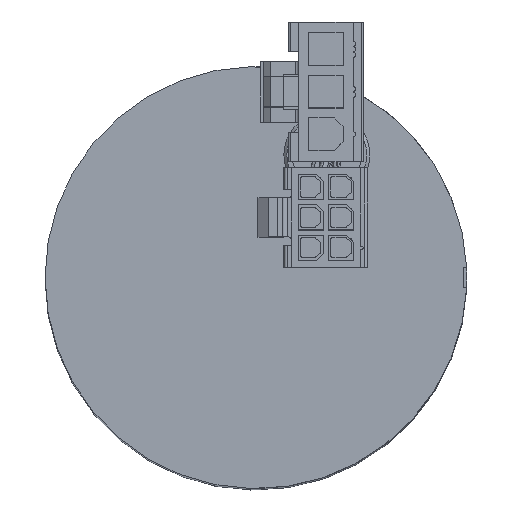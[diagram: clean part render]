
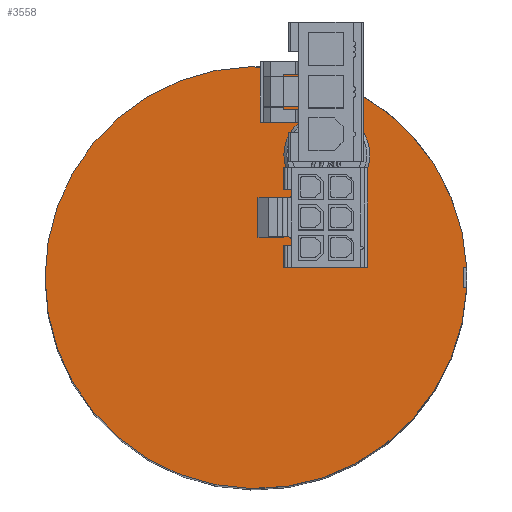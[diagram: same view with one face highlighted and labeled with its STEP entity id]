
A CAD part, top view. The second image highlights one B-rep face of the part: STEP entity #3558.
In plain terms, the highlighted planar face has unit normal (0, 0, 1).
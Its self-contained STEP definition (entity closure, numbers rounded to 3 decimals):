
#650=CARTESIAN_POINT('',(0.,0.,69.));
#651=DIRECTION('',(0.,0.,-1.));
#652=DIRECTION('',(0.999,-0.048,0.));
#653=AXIS2_PLACEMENT_3D('',#650,#651,#652);
#655=CARTESIAN_POINT('',(7.,12.124,69.));
#656=DIRECTION('',(0.,0.,1.));
#657=DIRECTION('',(0.5,0.866,0.));
#658=AXIS2_PLACEMENT_3D('',#655,#656,#657);
#660=CARTESIAN_POINT('',(7.,12.124,69.));
#661=DIRECTION('',(0.,0.,1.));
#662=DIRECTION('',(-0.5,-0.866,0.));
#663=AXIS2_PLACEMENT_3D('',#660,#661,#662);
#665=DIRECTION('',(-1.,0.,0.));
#666=VECTOR('',#665,0.326);
#667=CARTESIAN_POINT('',(20.826,-1.,69.));
#668=LINE('',#667,#666);
#690=DIRECTION('',(0.,1.,0.));
#691=VECTOR('',#690,2.);
#692=CARTESIAN_POINT('',(20.5,-1.,69.));
#693=LINE('',#692,#691);
#698=DIRECTION('',(1.,0.,0.));
#699=VECTOR('',#698,0.326);
#700=CARTESIAN_POINT('',(20.5,1.,69.));
#701=LINE('',#700,#699);
#1942=CARTESIAN_POINT('',(20.826,-1.,69.));
#1943=CARTESIAN_POINT('',(20.5,-1.,69.));
#1944=VERTEX_POINT('',#1942);
#1945=VERTEX_POINT('',#1943);
#1946=CARTESIAN_POINT('',(20.5,1.,69.));
#1947=VERTEX_POINT('',#1946);
#1948=CARTESIAN_POINT('',(20.826,1.,69.));
#1949=VERTEX_POINT('',#1948);
#2290=CARTESIAN_POINT('',(9.125,15.805,69.));
#2291=CARTESIAN_POINT('',(4.875,8.444,69.));
#2292=VERTEX_POINT('',#2290);
#2293=VERTEX_POINT('',#2291);
#3538=CARTESIAN_POINT('',(-0.012,0.,69.));
#3539=DIRECTION('',(0.,0.,-1.));
#3540=DIRECTION('',(1.,0.,0.));
#3541=AXIS2_PLACEMENT_3D('',#3538,#3539,#3540);
#3542=PLANE('',#3541);
#3544=ORIENTED_EDGE('',*,*,#3543,.F.);
#3546=ORIENTED_EDGE('',*,*,#3545,.T.);
#3548=ORIENTED_EDGE('',*,*,#3547,.F.);
#3550=ORIENTED_EDGE('',*,*,#3549,.F.);
#3551=EDGE_LOOP('',(#3544,#3546,#3548,#3550));
#3552=FACE_OUTER_BOUND('',#3551,.F.);
#3553=ORIENTED_EDGE('',*,*,#3528,.T.);
#3555=ORIENTED_EDGE('',*,*,#3554,.T.);
#3556=EDGE_LOOP('',(#3553,#3555));
#3557=FACE_BOUND('',#3556,.F.);
#3558=ADVANCED_FACE('',(#3552,#3557),#3542,.F.);
#654=CIRCLE('',#653,20.85);
#659=CIRCLE('',#658,4.25);
#664=CIRCLE('',#663,4.25);
#3528=EDGE_CURVE('',#2292,#2293,#659,.T.);
#3543=EDGE_CURVE('',#1944,#1945,#668,.T.);
#3545=EDGE_CURVE('',#1944,#1949,#654,.T.);
#3547=EDGE_CURVE('',#1947,#1949,#701,.T.);
#3549=EDGE_CURVE('',#1945,#1947,#693,.T.);
#3554=EDGE_CURVE('',#2293,#2292,#664,.T.);
